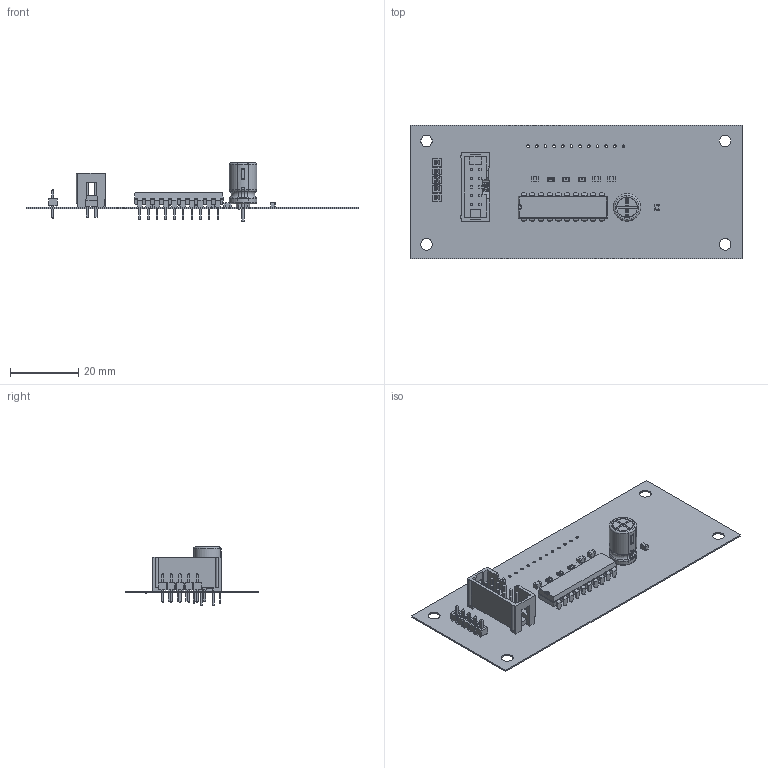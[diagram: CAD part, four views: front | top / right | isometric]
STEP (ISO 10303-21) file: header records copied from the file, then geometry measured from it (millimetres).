
FILE_DESCRIPTION(('Open CASCADE Model'),'2;1');
FILE_NAME('Open CASCADE Shape Model','2023-05-15T09:43:40',('Author'),( 'Open CASCADE'),'Open CASCADE STEP processor 7.5','Open CASCADE 7.5' ,'Unknown');
FILE_SCHEMA(('AUTOMOTIVE_DESIGN { 1 0 10303 214 1 1 1 1 }'));
Length unit declared in the file: millimetre
Products named in the file (43): PCB; Board; Open CASCADE STEP translator 7.5 1.1.1; SW1; TSW-105-05-X-S; R3; Res_Vishay_CRCW0805100KFKEA_eec; body; pad; top; Vishay; R2; R1; LED1; 6224253936; Extruded; K1; 2510-6002-XX_STEP; 6224260816; IC1; 6224281088; C5; 6224260096; 6224256736; C4; C3; C2; Cap_Murata_GCD21BR71H823KA01L_eec; Terminals; Center; Murata; C1; Cap_Panasonic_EEUFK1V181_eec; marking; bottom; logo; polarity marking; terminal
Assembly tree (58 placements, depth 4):
  PCB
    Board
      Open CASCADE STEP translator 7.5 1.1.1
    SW1
      TSW-105-05-X-S
    R3
      Res_Vishay_CRCW0805100KFKEA_eec
        body
        pad  x2
        top  x2
        Vishay
    R2
      Res_Vishay_CRCW0805100KFKEA_eec
        body
        pad  x2
        top  x2
        Vishay
    R1
      Res_Vishay_CRCW0805100KFKEA_eec
        body
        pad  x2
        top  x2
        Vishay
    LED1
      6224253936
        Extruded
    K1
      2510-6002-XX_STEP
      6224260816  x6
        Extruded
    IC1
      6224281088
    C5
      6224260096  x2
        Extruded
      6224256736
        Extruded
    C4
      6224260096  x2
        Extruded
      6224256736
        Extruded
    C3
      6224256736
        Extruded
      6224260096  x2
        Extruded
    C2
      Cap_Murata_GCD21BR71H823KA01L_eec
        Terminals
        Center
        Murata
    C1
      Cap_Panasonic_EEUFK1V181_eec
        body
        marking
        bottom
        logo
        polarity marking
        top
Bounding box: 97.16 x 38.99 x 17 mm (x, y, z)
Volume: 3466.7 mm3; surface area: 11193.7 mm2
Topology: 103 solids, 103 shells, 2641 faces, 6269 edges, 3854 vertices
Faces by surface type: plane 1542, cylinder 606, bspline 209, sphere 156, torus 109, extrusion 17, cone 2
Full cylindrical faces by diameter (mm): 0.6 x2, 0.762 x12, 0.79 x20, 0.8 x2, 0.97 x10, 1.02 x5, 3.4 x4, 6 x2
Entity records: 59732 total; most frequent: CARTESIAN_POINT 14311, ORIENTED_EDGE 9080, DIRECTION 8273, EDGE_CURVE 4540, VECTOR 3265, LINE 3248, VERTEX_POINT 2863, AXIS2_PLACEMENT_3D 2504
